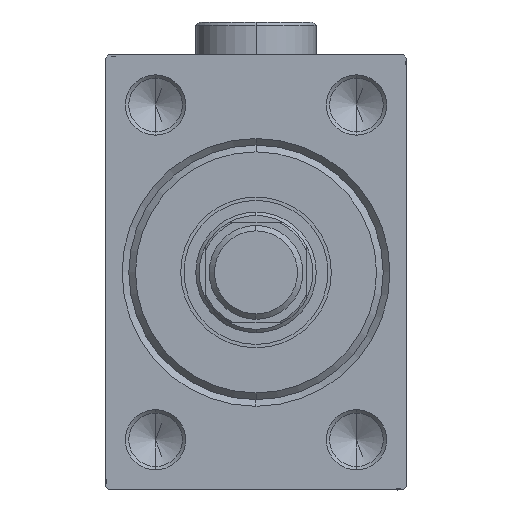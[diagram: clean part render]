
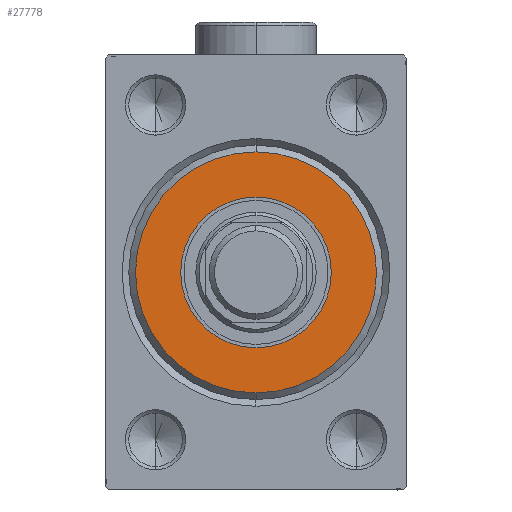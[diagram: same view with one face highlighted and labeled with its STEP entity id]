
A CAD part, left-side view. The second image highlights one B-rep face of the part: STEP entity #27778.
In plain terms, the highlighted face is planar.
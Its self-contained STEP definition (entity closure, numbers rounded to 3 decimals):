
#1192 = EDGE_CURVE ( 'NONE', #7710, #41837, #12927, .T. ) ;
#1342 = EDGE_LOOP ( 'NONE', ( #10016, #21460 ) ) ;
#2620 = EDGE_CURVE ( 'NONE', #24899, #44869, #8514, .T. ) ;
#3848 = PLANE ( 'NONE',  #19042 ) ;
#4881 = CARTESIAN_POINT ( 'NONE',  ( 3., 0., 0. ) ) ;
#6685 = ORIENTED_EDGE ( 'NONE', *, *, #2620, .T. ) ;
#7538 = CARTESIAN_POINT ( 'NONE',  ( 3., 0., -11.25 ) ) ;
#7710 = VERTEX_POINT ( 'NONE', #38461 ) ;
#7797 = FACE_OUTER_BOUND ( 'NONE', #15748, .T. ) ;
#8514 = CIRCLE ( 'NONE', #10032, 18. ) ;
#9020 = CARTESIAN_POINT ( 'NONE',  ( 3., 0., 0. ) ) ;
#10016 = ORIENTED_EDGE ( 'NONE', *, *, #45527, .F. ) ;
#10032 = AXIS2_PLACEMENT_3D ( 'NONE', #9020, #34353, #40873 ) ;
#12188 = AXIS2_PLACEMENT_3D ( 'NONE', #23550, #34698, #26557 ) ;
#12927 = CIRCLE ( 'NONE', #12188, 11.25 ) ;
#13592 = AXIS2_PLACEMENT_3D ( 'NONE', #4881, #30463, #23031 ) ;
#15748 = EDGE_LOOP ( 'NONE', ( #6685, #22775 ) ) ;
#19042 = AXIS2_PLACEMENT_3D ( 'NONE', #28506, #32453, #43379 ) ;
#21460 = ORIENTED_EDGE ( 'NONE', *, *, #1192, .F. ) ;
#21998 = CARTESIAN_POINT ( 'NONE',  ( 3., 0., -18. ) ) ;
#22428 = EDGE_CURVE ( 'NONE', #44869, #24899, #42035, .T. ) ;
#22602 = CARTESIAN_POINT ( 'NONE',  ( 3., 0., 18. ) ) ;
#22775 = ORIENTED_EDGE ( 'NONE', *, *, #22428, .T. ) ;
#23031 = DIRECTION ( 'NONE',  ( 0., 0., -1. ) ) ;
#23550 = CARTESIAN_POINT ( 'NONE',  ( 3., 0., 0. ) ) ;
#24899 = VERTEX_POINT ( 'NONE', #22602 ) ;
#24957 = AXIS2_PLACEMENT_3D ( 'NONE', #43940, #44876, #26264 ) ;
#26264 = DIRECTION ( 'NONE',  ( 0., 0., -1. ) ) ;
#26557 = DIRECTION ( 'NONE',  ( 0., 0., -1. ) ) ;
#27778 = ADVANCED_FACE ( 'NONE', ( #7797, #29185 ), #3848, .T. ) ;
#28506 = CARTESIAN_POINT ( 'NONE',  ( 3., 0., 0. ) ) ;
#29185 = FACE_BOUND ( 'NONE', #1342, .T. ) ;
#30463 = DIRECTION ( 'NONE',  ( 1., 0., 0. ) ) ;
#32453 = DIRECTION ( 'NONE',  ( 1., 0., 0. ) ) ;
#34353 = DIRECTION ( 'NONE',  ( 1., 0., 0. ) ) ;
#34698 = DIRECTION ( 'NONE',  ( 1., 0., 0. ) ) ;
#38461 = CARTESIAN_POINT ( 'NONE',  ( 3., 0., 11.25 ) ) ;
#39564 = CIRCLE ( 'NONE', #13592, 11.25 ) ;
#40873 = DIRECTION ( 'NONE',  ( 0., 0., -1. ) ) ;
#41837 = VERTEX_POINT ( 'NONE', #7538 ) ;
#42035 = CIRCLE ( 'NONE', #24957, 18. ) ;
#43379 = DIRECTION ( 'NONE',  ( 0., 0., -1. ) ) ;
#43940 = CARTESIAN_POINT ( 'NONE',  ( 3., 0., 0. ) ) ;
#44869 = VERTEX_POINT ( 'NONE', #21998 ) ;
#44876 = DIRECTION ( 'NONE',  ( 1., 0., 0. ) ) ;
#45527 = EDGE_CURVE ( 'NONE', #41837, #7710, #39564, .T. ) ;
